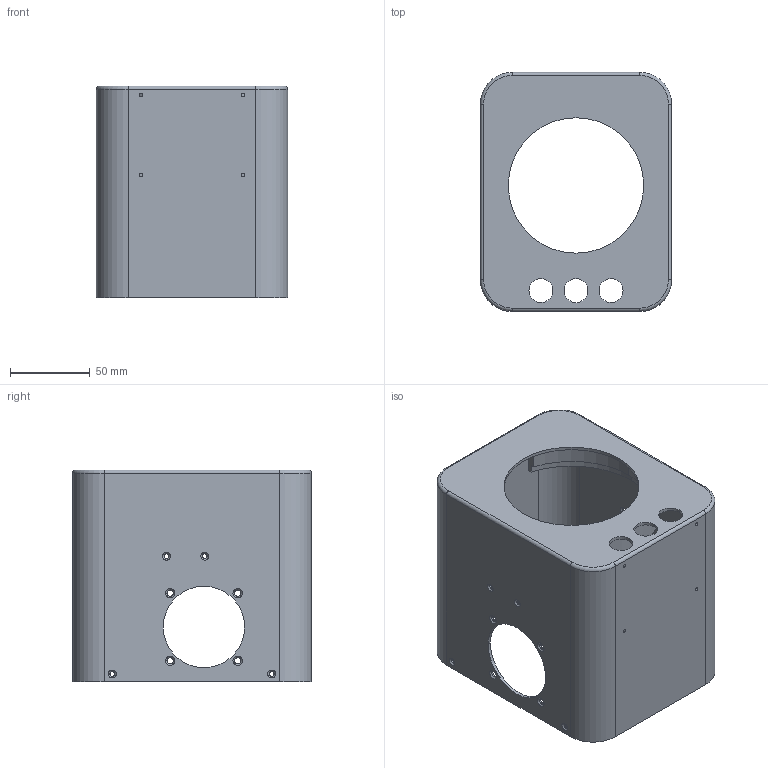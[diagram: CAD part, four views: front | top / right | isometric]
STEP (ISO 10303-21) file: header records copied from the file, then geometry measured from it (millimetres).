
FILE_DESCRIPTION (( 'STEP AP214' ), '1' );
FILE_NAME ('Íâ¿ÇA.STEP', '2025-10-14T14:42:18', ( '' ), ( '' ), 'SwSTEP 2.0', 'SolidWorks 2025', '' );
FILE_SCHEMA (( 'AUTOMOTIVE_DESIGN' ));
Length unit declared in the file: millimetre
Products named in the file (1): 外壳A
Bounding box: 120 x 150 x 133 mm (x, y, z)
Volume: 165279.3 mm3; surface area: 159431 mm2
Topology: 1 solids, 1 shells, 130 faces, 368 edges, 242 vertices
Faces by surface type: cylinder 73, cone 34, plane 19, torus 4
Entity records: 4463 total; most frequent: DIRECTION 846, CARTESIAN_POINT 741, ORIENTED_EDGE 736, EDGE_CURVE 368, AXIS2_PLACEMENT_3D 347, VERTEX_POINT 242, CIRCLE 216, EDGE_LOOP 188
